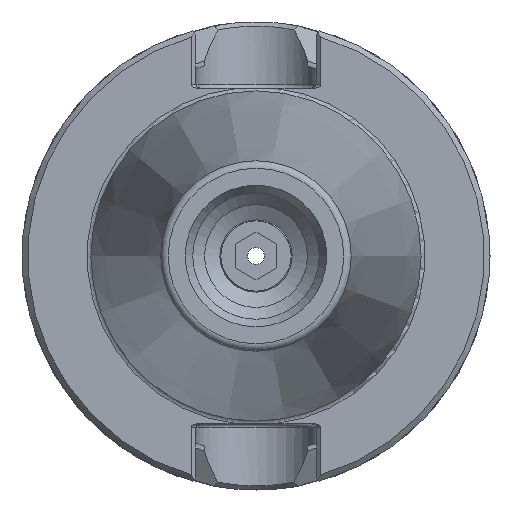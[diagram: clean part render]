
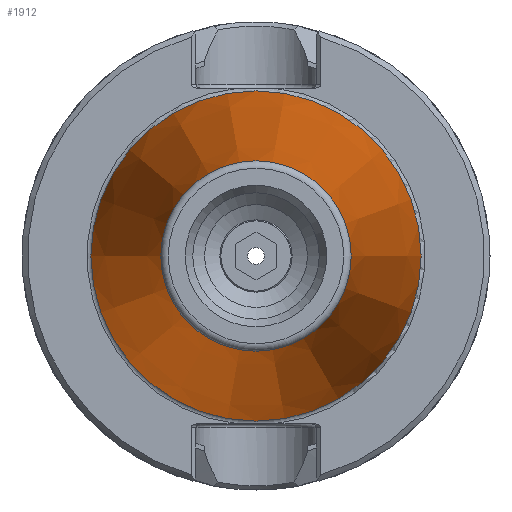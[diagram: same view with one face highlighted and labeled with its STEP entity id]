
A CAD part, left-side view. The second image highlights one B-rep face of the part: STEP entity #1912.
In plain terms, the highlighted conical face has half-angle 8.297 degrees and reference radius 17.456 mm.
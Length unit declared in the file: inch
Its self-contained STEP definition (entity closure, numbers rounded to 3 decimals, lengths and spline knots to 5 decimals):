
#305=CONICAL_SURFACE('',#2088,0.68724,8.297);
#497=FACE_BOUND('',#727,.T.);
#579=FACE_OUTER_BOUND('',#726,.T.);
#726=EDGE_LOOP('',(#1572));
#727=EDGE_LOOP('',(#1573));
#846=CIRCLE('',#2069,0.875);
#855=CIRCLE('',#2086,0.50448);
#998=VERTEX_POINT('',#3228);
#1007=VERTEX_POINT('',#3254);
#1216=EDGE_CURVE('',#998,#998,#846,.T.);
#1225=EDGE_CURVE('',#1007,#1007,#855,.T.);
#1572=ORIENTED_EDGE('',*,*,#1216,.T.);
#1573=ORIENTED_EDGE('',*,*,#1225,.F.);
#1912=ADVANCED_FACE('',(#579,#497),#305,.T.);
#2069=AXIS2_PLACEMENT_3D('',#3229,#2448,#2449);
#2086=AXIS2_PLACEMENT_3D('',#3255,#2482,#2483);
#2088=AXIS2_PLACEMENT_3D('',#3257,#2486,#2487);
#2448=DIRECTION('center_axis',(-1.,0.,0.));
#2449=DIRECTION('ref_axis',(0.,1.,0.));
#2482=DIRECTION('center_axis',(-1.,0.,0.));
#2483=DIRECTION('ref_axis',(0.,-1.,0.));
#2486=DIRECTION('center_axis',(1.,0.,0.));
#2487=DIRECTION('ref_axis',(0.,1.,0.));
#3228=CARTESIAN_POINT('',(0.00001,0.875,0.));
#3229=CARTESIAN_POINT('Origin',(0.00001,0.,0.));
#3254=CARTESIAN_POINT('',(-2.54077,0.50448,0.));
#3255=CARTESIAN_POINT('Origin',(-2.54077,0.,
0.));
#3257=CARTESIAN_POINT('Origin',(-1.2875,0.,0.));
